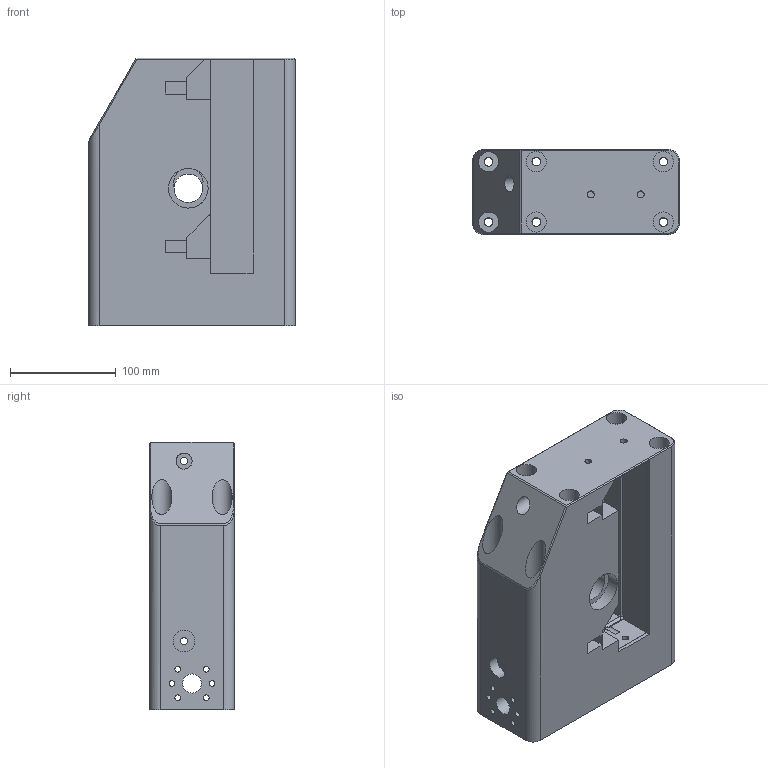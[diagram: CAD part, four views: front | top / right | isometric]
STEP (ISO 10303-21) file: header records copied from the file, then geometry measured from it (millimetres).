
FILE_DESCRIPTION(('FreeCAD Model'),'2;1');
FILE_NAME('Open CASCADE Shape Model','2025-04-29T08:16:27',('Author'),( ''),'Open CASCADE STEP processor 7.8','FreeCAD','Unknown');
FILE_SCHEMA(('AUTOMOTIVE_DESIGN { 1 0 10303 214 1 1 1 1 }'));
Length unit declared in the file: millimetre
Products named in the file (1): Chamfer003 (Mirror #1)
Bounding box: 195 x 80 x 253 mm (x, y, z)
Volume: 2800337.7 mm3; surface area: 294542.7 mm2
Topology: 1 solids, 1 shells, 138 faces, 360 edges, 237 vertices
Faces by surface type: plane 87, cylinder 47, bspline 2, cone 2
Full cylindrical faces by diameter (mm): 5.4 x6, 6.4 x2, 6.6 x2, 6.8 x4, 8.2 x6, 15.2 x2, 18 x1, 19 x6, 20.5 x2, 27 x1, 29 x1
Entity records: 4671 total; most frequent: CARTESIAN_POINT 1094, DIRECTION 725, ORIENTED_EDGE 720, EDGE_CURVE 360, AXIS2_PLACEMENT_3D 242, LINE 241, VECTOR 241, VERTEX_POINT 237
